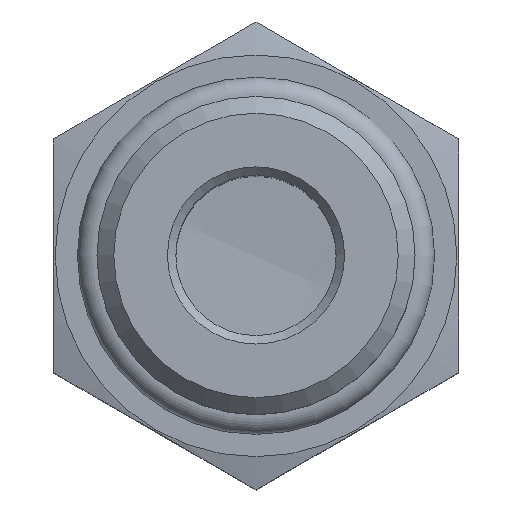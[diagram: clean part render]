
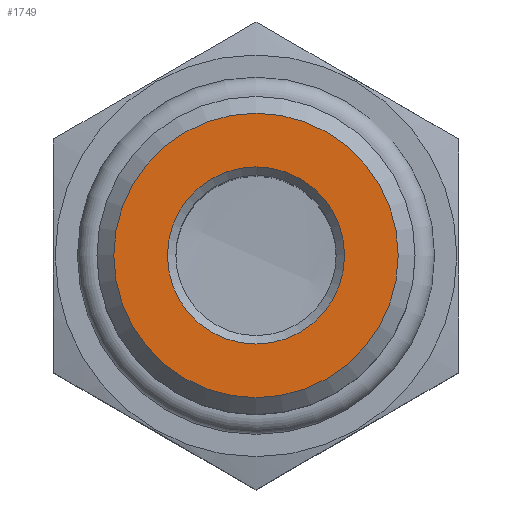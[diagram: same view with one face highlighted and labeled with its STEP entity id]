
A CAD part, top view. The second image highlights one B-rep face of the part: STEP entity #1749.
In plain terms, the highlighted planar face has unit normal (0, 0, 1).
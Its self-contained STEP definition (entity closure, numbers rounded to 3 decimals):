
#1718=CARTESIAN_POINT('',(5.25,0.,36.5));
#1719=VERTEX_POINT('',#1718);
#1720=CARTESIAN_POINT('',(0.,0.0,36.5));
#1721=DIRECTION('',(0.0,0.0,1.0));
#1722=DIRECTION('',(-1.0,0.0,0.0));
#1723=AXIS2_PLACEMENT_3D('',#1720,#1721,#1722);
#1724=CIRCLE('',#1723,5.25);
#1725=EDGE_CURVE('',#1719,#1719,#1724,.T.);
#1730=CARTESIAN_POINT('',(0.,0.,36.5));
#1731=DIRECTION('',(0.0,0.0,1.0));
#1732=DIRECTION('',(1.0,0.0,0.0));
#1733=AXIS2_PLACEMENT_3D('',#1730,#1731,#1732);
#1734=PLANE('',#1733);
#1735=CARTESIAN_POINT('',(8.425,0.,36.5));
#1736=VERTEX_POINT('',#1735);
#1737=CARTESIAN_POINT('',(0.0,0.0,36.5));
#1738=DIRECTION('',(0.0,0.0,-1.0));
#1739=DIRECTION('',(-1.0,0.0,0.0));
#1740=AXIS2_PLACEMENT_3D('',#1737,#1738,#1739);
#1741=CIRCLE('',#1740,8.425);
#1742=EDGE_CURVE('',#1736,#1736,#1741,.T.);
#1743=ORIENTED_EDGE('',*,*,#1742,.F.);
#1744=EDGE_LOOP('',(#1743));
#1745=FACE_OUTER_BOUND('',#1744,.T.);
#1746=ORIENTED_EDGE('',*,*,#1725,.F.);
#1747=EDGE_LOOP('',(#1746));
#1748=FACE_BOUND('',#1747,.T.);
#1749=ADVANCED_FACE('',(#1745,#1748),#1734,.T.);
